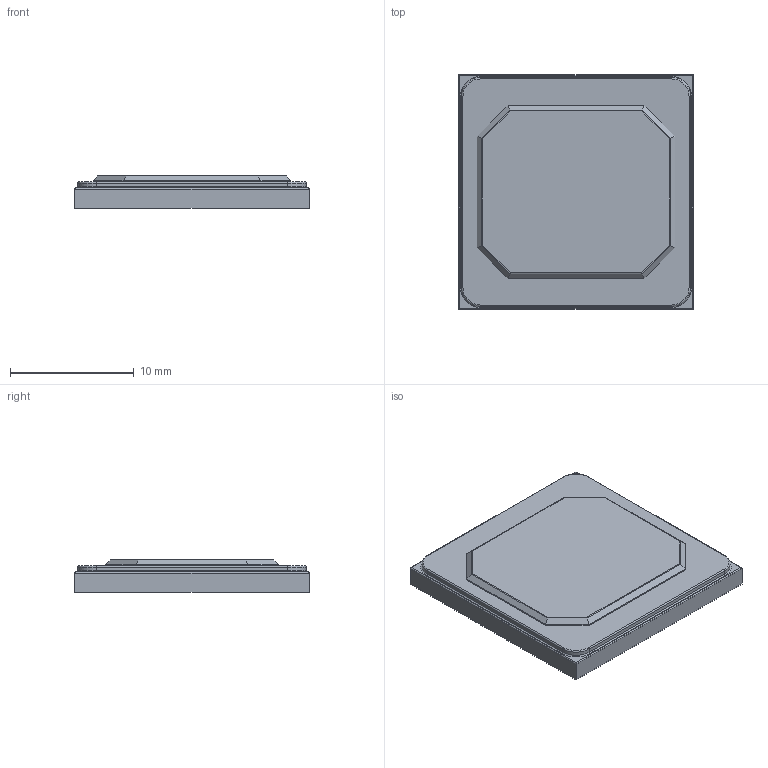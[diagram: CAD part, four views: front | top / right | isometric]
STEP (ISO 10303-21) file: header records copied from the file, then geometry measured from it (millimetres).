
FILE_DESCRIPTION(('FreeCAD Model'),'2;1');
FILE_NAME('Open CASCADE Shape Model','2024-09-04T11:35:25',('Author'),( ''),'Open CASCADE STEP processor 7.6','FreeCAD','Unknown');
FILE_SCHEMA(('AUTOMOTIVE_DESIGN { 1 0 10303 214 1 1 1 1 }'));
Length unit declared in the file: millimetre
Products named in the file (1): Body
Bounding box: 19 x 19 x 2.65 mm (x, y, z)
Volume: 867.1 mm3; surface area: 887.7 mm2
Topology: 1 solids, 1 shells, 60 faces, 132 edges, 76 vertices
Faces by surface type: plane 28, cylinder 24, torus 8
Entity records: 1634 total; most frequent: DIRECTION 298, CARTESIAN_POINT 269, ORIENTED_EDGE 264, EDGE_CURVE 132, AXIS2_PLACEMENT_3D 105, LINE 88, VECTOR 88, VERTEX_POINT 76
